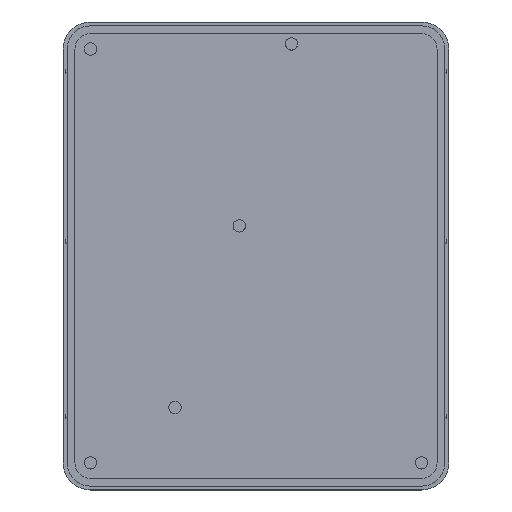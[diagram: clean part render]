
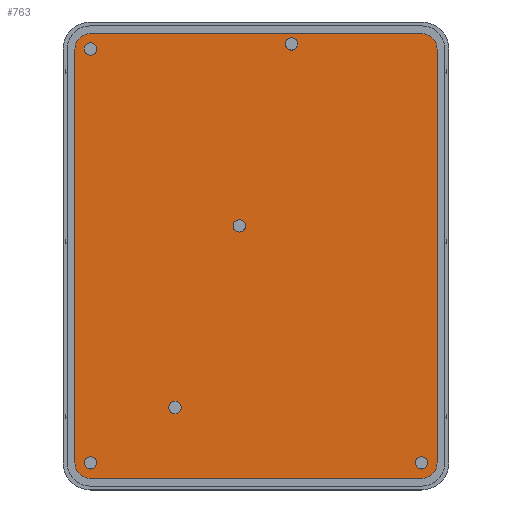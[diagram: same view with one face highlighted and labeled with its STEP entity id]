
A CAD part, top view. The second image highlights one B-rep face of the part: STEP entity #763.
In plain terms, the highlighted planar face has unit normal (0, 0, 1).
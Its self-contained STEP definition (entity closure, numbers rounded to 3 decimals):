
#54=LINE('',#1207,#102);
#58=LINE('',#1219,#106);
#62=LINE('',#1231,#110);
#66=LINE('',#1243,#114);
#102=VECTOR('',#955,1000.);
#106=VECTOR('',#967,1000.);
#110=VECTOR('',#979,1000.);
#114=VECTOR('',#991,1000.);
#292=ORIENTED_EDGE('',*,*,#408,.F.);
#293=ORIENTED_EDGE('',*,*,#409,.F.);
#294=ORIENTED_EDGE('',*,*,#410,.F.);
#295=ORIENTED_EDGE('',*,*,#411,.F.);
#296=ORIENTED_EDGE('',*,*,#412,.F.);
#297=ORIENTED_EDGE('',*,*,#413,.F.);
#298=ORIENTED_EDGE('',*,*,#356,.F.);
#299=ORIENTED_EDGE('',*,*,#352,.T.);
#300=ORIENTED_EDGE('',*,*,#374,.F.);
#301=ORIENTED_EDGE('',*,*,#371,.T.);
#302=ORIENTED_EDGE('',*,*,#368,.F.);
#303=ORIENTED_EDGE('',*,*,#365,.T.);
#304=ORIENTED_EDGE('',*,*,#362,.F.);
#305=ORIENTED_EDGE('',*,*,#359,.T.);
#352=EDGE_CURVE('',#442,#443,#504,.T.);
#356=EDGE_CURVE('',#442,#446,#54,.T.);
#359=EDGE_CURVE('',#448,#446,#506,.T.);
#362=EDGE_CURVE('',#448,#450,#58,.T.);
#365=EDGE_CURVE('',#452,#450,#508,.T.);
#368=EDGE_CURVE('',#452,#454,#62,.T.);
#371=EDGE_CURVE('',#456,#454,#510,.T.);
#374=EDGE_CURVE('',#456,#443,#66,.T.);
#408=EDGE_CURVE('',#480,#480,#528,.T.);
#409=EDGE_CURVE('',#481,#481,#529,.T.);
#410=EDGE_CURVE('',#482,#482,#530,.T.);
#411=EDGE_CURVE('',#483,#483,#531,.T.);
#412=EDGE_CURVE('',#484,#484,#532,.T.);
#413=EDGE_CURVE('',#485,#485,#533,.T.);
#442=VERTEX_POINT('',#1199);
#443=VERTEX_POINT('',#1200);
#446=VERTEX_POINT('',#1208);
#448=VERTEX_POINT('',#1214);
#450=VERTEX_POINT('',#1220);
#452=VERTEX_POINT('',#1226);
#454=VERTEX_POINT('',#1232);
#456=VERTEX_POINT('',#1238);
#480=VERTEX_POINT('',#1325);
#481=VERTEX_POINT('',#1327);
#482=VERTEX_POINT('',#1329);
#483=VERTEX_POINT('',#1331);
#484=VERTEX_POINT('',#1333);
#485=VERTEX_POINT('',#1335);
#504=CIRCLE('',#809,4.);
#506=CIRCLE('',#813,4.);
#508=CIRCLE('',#817,4.);
#510=CIRCLE('',#821,4.);
#528=CIRCLE('',#865,1.589);
#529=CIRCLE('',#866,1.589);
#530=CIRCLE('',#867,1.589);
#531=CIRCLE('',#868,1.589);
#532=CIRCLE('',#869,1.589);
#533=CIRCLE('',#870,1.589);
#593=EDGE_LOOP('',(#292));
#594=EDGE_LOOP('',(#293));
#595=EDGE_LOOP('',(#294));
#596=EDGE_LOOP('',(#295));
#597=EDGE_LOOP('',(#296));
#598=EDGE_LOOP('',(#297));
#599=EDGE_LOOP('',(#298,#299,#300,#301,#302,#303,#304,#305));
#671=FACE_BOUND('',#593,.T.);
#672=FACE_BOUND('',#594,.T.);
#673=FACE_BOUND('',#595,.T.);
#674=FACE_BOUND('',#596,.T.);
#675=FACE_BOUND('',#597,.T.);
#676=FACE_BOUND('',#598,.T.);
#677=FACE_BOUND('',#599,.T.);
#717=PLANE('',#864);
#763=ADVANCED_FACE('',(#671,#672,#673,#674,#675,#676,#677),#717,.T.);
#809=AXIS2_PLACEMENT_3D('',#1198,#947,#948);
#813=AXIS2_PLACEMENT_3D('',#1213,#960,#961);
#817=AXIS2_PLACEMENT_3D('',#1225,#972,#973);
#821=AXIS2_PLACEMENT_3D('',#1237,#984,#985);
#864=AXIS2_PLACEMENT_3D('',#1323,#1089,#1090);
#865=AXIS2_PLACEMENT_3D('',#1324,#1091,#1092);
#866=AXIS2_PLACEMENT_3D('',#1326,#1093,#1094);
#867=AXIS2_PLACEMENT_3D('',#1328,#1095,#1096);
#868=AXIS2_PLACEMENT_3D('',#1330,#1097,#1098);
#869=AXIS2_PLACEMENT_3D('',#1332,#1099,#1100);
#870=AXIS2_PLACEMENT_3D('',#1334,#1101,#1102);
#947=DIRECTION('',(0.,0.,1.));
#948=DIRECTION('',(1.,0.,0.));
#955=DIRECTION('',(-1.,0.,0.));
#960=DIRECTION('',(0.,0.,1.));
#961=DIRECTION('',(1.,0.,0.));
#967=DIRECTION('',(0.,1.,0.));
#972=DIRECTION('',(0.,0.,1.));
#973=DIRECTION('',(1.,0.,0.));
#979=DIRECTION('',(1.,0.,0.));
#984=DIRECTION('',(0.,0.,1.));
#985=DIRECTION('',(1.,0.,0.));
#991=DIRECTION('',(0.,-1.,0.));
#1089=DIRECTION('',(0.,0.,1.));
#1090=DIRECTION('',(1.,0.,0.));
#1091=DIRECTION('',(0.,0.,1.));
#1092=DIRECTION('',(1.,0.,0.));
#1093=DIRECTION('',(0.,0.,1.));
#1094=DIRECTION('',(1.,0.,0.));
#1095=DIRECTION('',(0.,0.,1.));
#1096=DIRECTION('',(1.,0.,0.));
#1097=DIRECTION('',(0.,0.,1.));
#1098=DIRECTION('',(1.,0.,0.));
#1099=DIRECTION('',(0.,0.,1.));
#1100=DIRECTION('',(1.,0.,0.));
#1101=DIRECTION('',(0.,0.,1.));
#1102=DIRECTION('',(1.,0.,0.));
#1198=CARTESIAN_POINT('',(42.45,-53.402,-7.6));
#1199=CARTESIAN_POINT('',(42.45,-57.402,-7.6));
#1200=CARTESIAN_POINT('',(46.45,-53.402,-7.6));
#1207=CARTESIAN_POINT('',(-0.3,-57.402,-7.6));
#1208=CARTESIAN_POINT('',(-43.05,-57.402,-7.6));
#1213=CARTESIAN_POINT('',(-43.05,-53.402,-7.6));
#1214=CARTESIAN_POINT('',(-47.05,-53.402,-7.6));
#1219=CARTESIAN_POINT('',(-47.05,-0.002,-7.6));
#1220=CARTESIAN_POINT('',(-47.05,53.398,-7.6));
#1225=CARTESIAN_POINT('',(-43.05,53.398,-7.6));
#1226=CARTESIAN_POINT('',(-43.05,57.398,-7.6));
#1231=CARTESIAN_POINT('',(-0.3,57.398,-7.6));
#1232=CARTESIAN_POINT('',(42.45,57.398,-7.6));
#1237=CARTESIAN_POINT('',(42.45,53.398,-7.6));
#1238=CARTESIAN_POINT('',(46.45,53.398,-7.6));
#1243=CARTESIAN_POINT('',(46.45,-0.002,-7.6));
#1323=CARTESIAN_POINT('',(-0.3,-0.002,-7.6));
#1324=CARTESIAN_POINT('',(8.902,54.729,-7.6));
#1325=CARTESIAN_POINT('',(10.491,54.729,-7.6));
#1326=CARTESIAN_POINT('',(-21.223,-39.14,-7.6));
#1327=CARTESIAN_POINT('',(-19.634,-39.14,-7.6));
#1328=CARTESIAN_POINT('',(-4.631,7.756,-7.6));
#1329=CARTESIAN_POINT('',(-3.042,7.756,-7.6));
#1330=CARTESIAN_POINT('',(-43.05,-53.402,-7.6));
#1331=CARTESIAN_POINT('',(-41.461,-53.402,-7.6));
#1332=CARTESIAN_POINT('',(42.45,-53.402,-7.6));
#1333=CARTESIAN_POINT('',(44.039,-53.402,-7.6));
#1334=CARTESIAN_POINT('',(-43.05,53.398,-7.6));
#1335=CARTESIAN_POINT('',(-41.461,53.398,-7.6));
